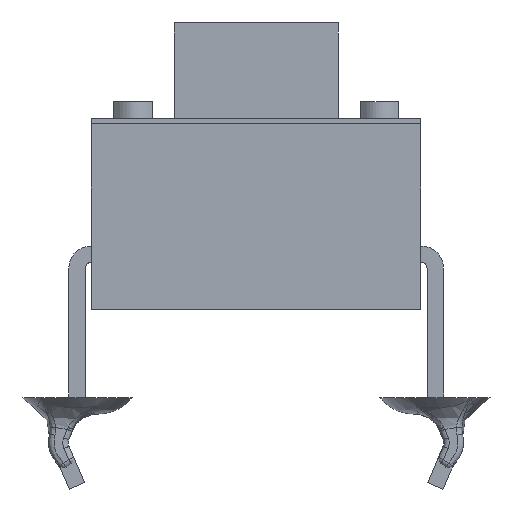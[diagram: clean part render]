
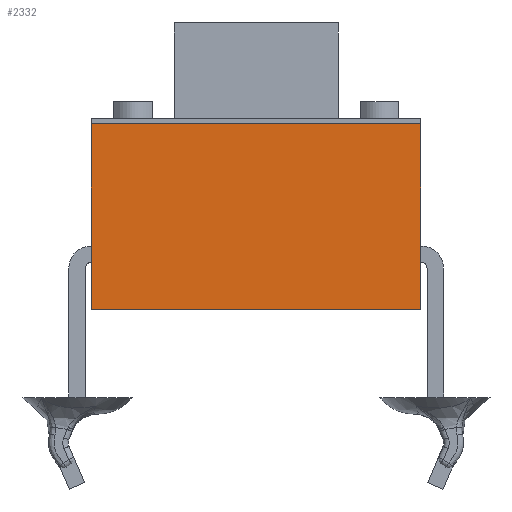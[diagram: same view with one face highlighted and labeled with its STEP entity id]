
A CAD part, front view. The second image highlights one B-rep face of the part: STEP entity #2332.
In plain terms, the highlighted planar face has unit normal (0, -1, 0).
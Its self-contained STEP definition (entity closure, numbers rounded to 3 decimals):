
#274=PLANE('',#2504);
#350=FACE_OUTER_BOUND('',#510,.T.);
#510=EDGE_LOOP('',(#1697,#1698,#1699,#1700));
#688=LINE('',#3592,#872);
#689=LINE('',#3595,#873);
#690=LINE('',#3597,#874);
#691=LINE('',#3598,#875);
#872=VECTOR('',#2758,10.);
#873=VECTOR('',#2761,10.);
#874=VECTOR('',#2762,10.);
#875=VECTOR('',#2763,10.);
#1061=VERTEX_POINT('',#3585);
#1064=VERTEX_POINT('',#3590);
#1065=VERTEX_POINT('',#3594);
#1066=VERTEX_POINT('',#3596);
#1296=EDGE_CURVE('',#1061,#1064,#688,.T.);
#1297=EDGE_CURVE('',#1065,#1061,#689,.T.);
#1298=EDGE_CURVE('',#1066,#1064,#690,.T.);
#1299=EDGE_CURVE('',#1065,#1066,#691,.T.);
#1697=ORIENTED_EDGE('',*,*,#1297,.T.);
#1698=ORIENTED_EDGE('',*,*,#1296,.T.);
#1699=ORIENTED_EDGE('',*,*,#1298,.F.);
#1700=ORIENTED_EDGE('',*,*,#1299,.F.);
#2332=ADVANCED_FACE('',(#350),#274,.T.);
#2504=AXIS2_PLACEMENT_3D('',#3593,#2759,#2760);
#2758=DIRECTION('',(0.,0.,-1.));
#2759=DIRECTION('center_axis',(0.,-1.,0.));
#2760=DIRECTION('ref_axis',(-1.,0.,0.));
#2761=DIRECTION('',(-1.,0.,0.));
#2762=DIRECTION('',(-1.,0.,0.));
#2763=DIRECTION('',(0.,0.,-1.));
#3585=CARTESIAN_POINT('',(-2.99,-1.73,-0.1));
#3590=CARTESIAN_POINT('',(-2.99,-1.73,-3.47));
#3592=CARTESIAN_POINT('',(-2.99,-1.73,-0.1));
#3593=CARTESIAN_POINT('Origin',(2.99,-1.73,-0.1));
#3594=CARTESIAN_POINT('',(2.99,-1.73,-0.1));
#3595=CARTESIAN_POINT('',(2.99,-1.73,-0.1));
#3596=CARTESIAN_POINT('',(2.99,-1.73,-3.47));
#3597=CARTESIAN_POINT('',(2.99,-1.73,-3.47));
#3598=CARTESIAN_POINT('',(2.99,-1.73,-0.1));
